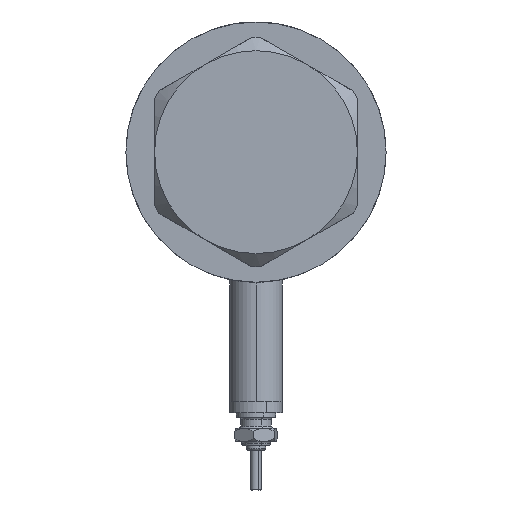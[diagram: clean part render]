
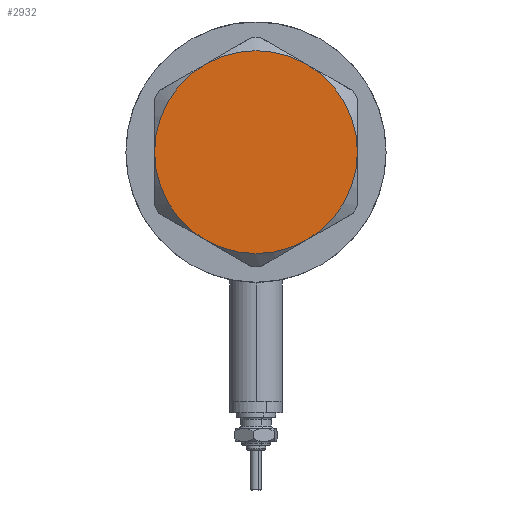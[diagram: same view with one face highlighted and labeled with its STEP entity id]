
A CAD part, left-side view. The second image highlights one B-rep face of the part: STEP entity #2932.
In plain terms, the highlighted face is planar.
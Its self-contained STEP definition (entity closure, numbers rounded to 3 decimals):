
#313 = PLANE ( 'NONE',  #2049 ) ;
#804 = VERTEX_POINT ( 'NONE', #2177 ) ;
#941 = EDGE_CURVE ( 'NONE', #804, #5833, #961, .T. ) ;
#961 = CIRCLE ( 'NONE', #3651, 23. ) ;
#1034 = DIRECTION ( 'NONE',  ( 1., 0., 0. ) ) ;
#1100 = AXIS2_PLACEMENT_3D ( 'NONE', #1247, #3079, #3587 ) ;
#1134 = DIRECTION ( 'NONE',  ( 0., 0., 1. ) ) ;
#1135 = CARTESIAN_POINT ( 'NONE',  ( -23., 0., 13. ) ) ;
#1247 = CARTESIAN_POINT ( 'NONE',  ( 0., 0., 13. ) ) ;
#1427 = CARTESIAN_POINT ( 'NONE',  ( 11.5, 19.919, 13. ) ) ;
#1521 = ORIENTED_EDGE ( 'NONE', *, *, #4047, .T. ) ;
#1718 = DIRECTION ( 'NONE',  ( 1., 0., 0. ) ) ;
#1771 = CIRCLE ( 'NONE', #1100, 23. ) ;
#2016 = VERTEX_POINT ( 'NONE', #3633 ) ;
#2049 = AXIS2_PLACEMENT_3D ( 'NONE', #5799, #4479, #4906 ) ;
#2177 = CARTESIAN_POINT ( 'NONE',  ( -11.5, -19.919, 13. ) ) ;
#2351 = AXIS2_PLACEMENT_3D ( 'NONE', #5883, #3168, #2722 ) ;
#2395 = DIRECTION ( 'NONE',  ( 1., 0., 0. ) ) ;
#2722 = DIRECTION ( 'NONE',  ( 1., 0., 0. ) ) ;
#2749 = EDGE_CURVE ( 'NONE', #5833, #3549, #3386, .T. ) ;
#2932 = ADVANCED_FACE ( 'NONE', ( #3084 ), #313, .T. ) ;
#2986 = ORIENTED_EDGE ( 'NONE', *, *, #3825, .T. ) ;
#3067 = CARTESIAN_POINT ( 'NONE',  ( 0., 0., 13. ) ) ;
#3079 = DIRECTION ( 'NONE',  ( 0., 0., 1. ) ) ;
#3084 = FACE_OUTER_BOUND ( 'NONE', #5431, .T. ) ;
#3168 = DIRECTION ( 'NONE',  ( 0., 0., 1. ) ) ;
#3241 = CARTESIAN_POINT ( 'NONE',  ( 0., 0., 13. ) ) ;
#3300 = CIRCLE ( 'NONE', #2351, 23. ) ;
#3386 = CIRCLE ( 'NONE', #4043, 23. ) ;
#3398 = ORIENTED_EDGE ( 'NONE', *, *, #4223, .T. ) ;
#3511 = ORIENTED_EDGE ( 'NONE', *, *, #2749, .T. ) ;
#3549 = VERTEX_POINT ( 'NONE', #4666 ) ;
#3587 = DIRECTION ( 'NONE',  ( 1., 0., 0. ) ) ;
#3633 = CARTESIAN_POINT ( 'NONE',  ( -11.5, 19.919, 13. ) ) ;
#3651 = AXIS2_PLACEMENT_3D ( 'NONE', #3067, #4862, #1718 ) ;
#3825 = EDGE_CURVE ( 'NONE', #2016, #5338, #4051, .T. ) ;
#3858 = CARTESIAN_POINT ( 'NONE',  ( 0., 0., 13. ) ) ;
#3970 = AXIS2_PLACEMENT_3D ( 'NONE', #3858, #1134, #1034 ) ;
#3987 = DIRECTION ( 'NONE',  ( 0., 0., 1. ) ) ;
#4043 = AXIS2_PLACEMENT_3D ( 'NONE', #3241, #4206, #2395 ) ;
#4047 = EDGE_CURVE ( 'NONE', #3549, #5195, #5499, .T. ) ;
#4051 = CIRCLE ( 'NONE', #5010, 23. ) ;
#4168 = CARTESIAN_POINT ( 'NONE',  ( 11.5, -19.919, 13. ) ) ;
#4206 = DIRECTION ( 'NONE',  ( 0., 0., 1. ) ) ;
#4223 = EDGE_CURVE ( 'NONE', #5195, #2016, #1771, .T. ) ;
#4300 = EDGE_CURVE ( 'NONE', #5338, #804, #3300, .T. ) ;
#4479 = DIRECTION ( 'NONE',  ( 0., 0., 1. ) ) ;
#4482 = CARTESIAN_POINT ( 'NONE',  ( 0., 0., 13. ) ) ;
#4666 = CARTESIAN_POINT ( 'NONE',  ( 23., 0., 13. ) ) ;
#4785 = ORIENTED_EDGE ( 'NONE', *, *, #4300, .T. ) ;
#4862 = DIRECTION ( 'NONE',  ( 0., 0., 1. ) ) ;
#4906 = DIRECTION ( 'NONE',  ( 1., 0., 0. ) ) ;
#5010 = AXIS2_PLACEMENT_3D ( 'NONE', #4482, #3987, #5350 ) ;
#5195 = VERTEX_POINT ( 'NONE', #1427 ) ;
#5338 = VERTEX_POINT ( 'NONE', #1135 ) ;
#5350 = DIRECTION ( 'NONE',  ( 1., 0., 0. ) ) ;
#5391 = ORIENTED_EDGE ( 'NONE', *, *, #941, .T. ) ;
#5431 = EDGE_LOOP ( 'NONE', ( #3511, #1521, #3398, #2986, #4785, #5391 ) ) ;
#5499 = CIRCLE ( 'NONE', #3970, 23. ) ;
#5799 = CARTESIAN_POINT ( 'NONE',  ( 0., 0., 13. ) ) ;
#5833 = VERTEX_POINT ( 'NONE', #4168 ) ;
#5883 = CARTESIAN_POINT ( 'NONE',  ( 0., 0., 13. ) ) ;
